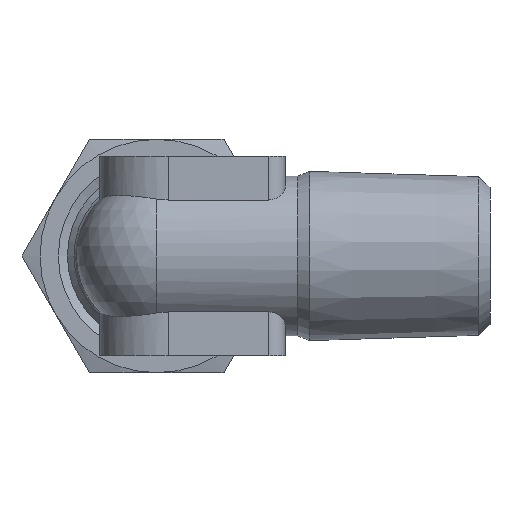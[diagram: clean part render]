
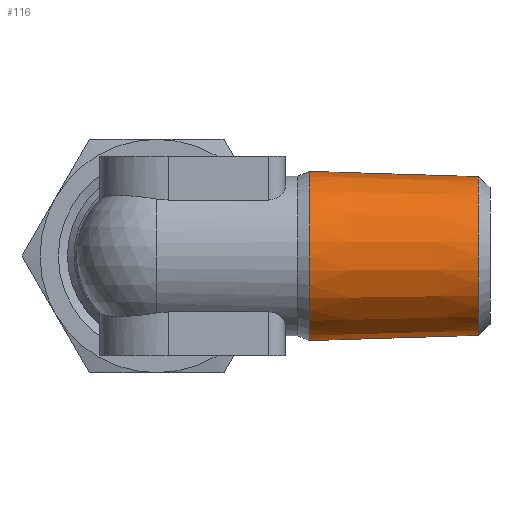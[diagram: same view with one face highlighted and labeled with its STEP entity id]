
A CAD part, left-side view. The second image highlights one B-rep face of the part: STEP entity #116.
In plain terms, the highlighted conical face has half-angle 1.788 degrees and reference radius 5.077 mm.
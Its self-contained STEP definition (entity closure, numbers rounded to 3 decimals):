
#116 = ADVANCED_FACE( '', ( #231, #232 ), #233, .T. );
#231 = FACE_BOUND( '', #374, .T. );
#232 = FACE_OUTER_BOUND( '', #375, .T. );
#233 = CONICAL_SURFACE( '', #376, 5.077, 0.031 );
#374 = EDGE_LOOP( '', ( #744 ) );
#375 = EDGE_LOOP( '', ( #745 ) );
#376 = AXIS2_PLACEMENT_3D( '', #746, #747, #748 );
#744 = ORIENTED_EDGE( '', *, *, #1014, .F. );
#745 = ORIENTED_EDGE( '', *, *, #1015, .T. );
#746 = CARTESIAN_POINT( '', ( 0., -9.178, 0. ) );
#747 = DIRECTION( '', ( 0., 1., 0. ) );
#748 = DIRECTION( '', ( 0., 0., 1. ) );
#1014 = EDGE_CURVE( '', #1238, #1238, #1239, .T. );
#1015 = EDGE_CURVE( '', #1240, #1240, #1241, .T. );
#1238 = VERTEX_POINT( '', #1705 );
#1239 = CIRCLE( '', #1706, 4.761 );
#1240 = VERTEX_POINT( '', #1707 );
#1241 = CIRCLE( '', #1708, 5.077 );
#1705 = CARTESIAN_POINT( '', ( 0., -19.302, -4.761 ) );
#1706 = AXIS2_PLACEMENT_3D( '', #1933, #1934, #1935 );
#1707 = CARTESIAN_POINT( '', ( 0., -9.178, -5.077 ) );
#1708 = AXIS2_PLACEMENT_3D( '', #1936, #1937, #1938 );
#1933 = CARTESIAN_POINT( '', ( 0., -19.302, 0. ) );
#1934 = DIRECTION( '', ( 0., -1., 0. ) );
#1935 = DIRECTION( '', ( 0., 0., -1. ) );
#1936 = CARTESIAN_POINT( '', ( 0., -9.178, 0. ) );
#1937 = DIRECTION( '', ( 0., -1., 0. ) );
#1938 = DIRECTION( '', ( 0., 0., -1. ) );
